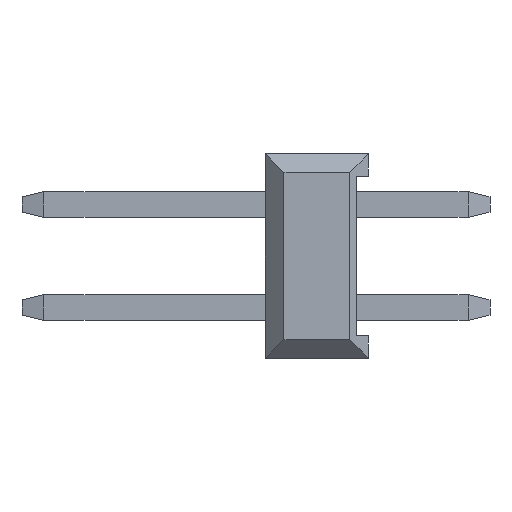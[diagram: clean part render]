
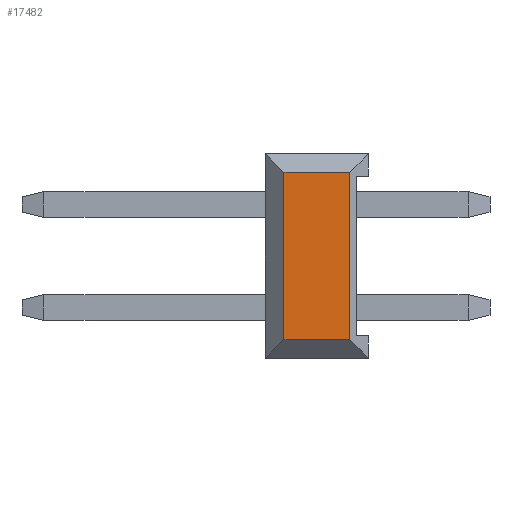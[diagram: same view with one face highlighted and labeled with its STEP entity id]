
A CAD part, left-side view. The second image highlights one B-rep face of the part: STEP entity #17482.
In plain terms, the highlighted planar face has unit normal (-1, 0, 0).
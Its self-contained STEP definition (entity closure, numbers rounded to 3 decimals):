
#7155 = LINE ( 'NONE', #7156, #18107 ) ;
#7156 = CARTESIAN_POINT ( 'NONE',  ( -1.27, 2.54, -3.33 ) ) ;
#7158 = DIRECTION ( 'NONE',  ( 0., -1., 0. ) ) ;
#7164 = LINE ( 'NONE', #7166, #18146 ) ;
#7166 = CARTESIAN_POINT ( 'NONE',  ( -1.27, 2.08, -3.81 ) ) ;
#7168 = DIRECTION ( 'NONE',  ( 0., 0., 1. ) ) ;
#7170 = LINE ( 'NONE', #7172, #18029 ) ;
#7172 = CARTESIAN_POINT ( 'NONE',  ( -1.27, 2.54, 0.79 ) ) ;
#7174 = DIRECTION ( 'NONE',  ( 0., -1., 0. ) ) ;
#7176 = LINE ( 'NONE', #7177, #18101 ) ;
#7177 = CARTESIAN_POINT ( 'NONE',  ( -1.27, 0.46, -3.81 ) ) ;
#7179 = DIRECTION ( 'NONE',  ( 0., 0., 1. ) ) ;
#7869 = EDGE_CURVE ( 'NONE', #16379, #16380, #7155, .T. ) ;
#7871 = EDGE_CURVE ( 'NONE', #16379, #16381, #7164, .T. ) ;
#7872 = EDGE_CURVE ( 'NONE', #16381, #16382, #7170, .T. ) ;
#7873 = EDGE_CURVE ( 'NONE', #16380, #16382, #7176, .T. ) ;
#10695 = CARTESIAN_POINT ( 'NONE',  ( -1.27, 2.08, -3.33 ) ) ;
#10696 = CARTESIAN_POINT ( 'NONE',  ( -1.27, 0.46, -3.33 ) ) ;
#10697 = CARTESIAN_POINT ( 'NONE',  ( -1.27, 2.08, 0.79 ) ) ;
#10698 = CARTESIAN_POINT ( 'NONE',  ( -1.27, 0.46, 0.79 ) ) ;
#11000 = PLANE ( 'NONE',  #17759 ) ;
#11001 = CARTESIAN_POINT ( 'NONE',  ( -1.27, 2.54, 0.79 ) ) ;
#11002 = DIRECTION ( 'NONE',  ( 1., 0., 0. ) ) ;
#11003 = DIRECTION ( 'NONE',  ( 0., 0., -1. ) ) ;
#11692 = EDGE_LOOP ( 'NONE', ( #14922, #14920, #14921, #14919 ) ) ;
#14919 = ORIENTED_EDGE ( 'NONE', *, *, #7873, .T. ) ;
#14920 = ORIENTED_EDGE ( 'NONE', *, *, #7871, .F. ) ;
#14921 = ORIENTED_EDGE ( 'NONE', *, *, #7869, .T. ) ;
#14922 = ORIENTED_EDGE ( 'NONE', *, *, #7872, .F. ) ;
#16379 = VERTEX_POINT ( 'NONE', #10695 ) ;
#16380 = VERTEX_POINT ( 'NONE', #10696 ) ;
#16381 = VERTEX_POINT ( 'NONE', #10697 ) ;
#16382 = VERTEX_POINT ( 'NONE', #10698 ) ;
#17482 = ADVANCED_FACE ( 'NONE', ( #17753 ), #11000, .F. ) ;
#17753 = FACE_OUTER_BOUND ( 'NONE', #11692, .T. ) ;
#17759 = AXIS2_PLACEMENT_3D ( 'NONE', #11001, #11002, #11003 ) ;
#18029 = VECTOR ( 'NONE', #7174, 1000. ) ;
#18101 = VECTOR ( 'NONE', #7179, 1000. ) ;
#18107 = VECTOR ( 'NONE', #7158, 1000. ) ;
#18146 = VECTOR ( 'NONE', #7168, 1000. ) ;
